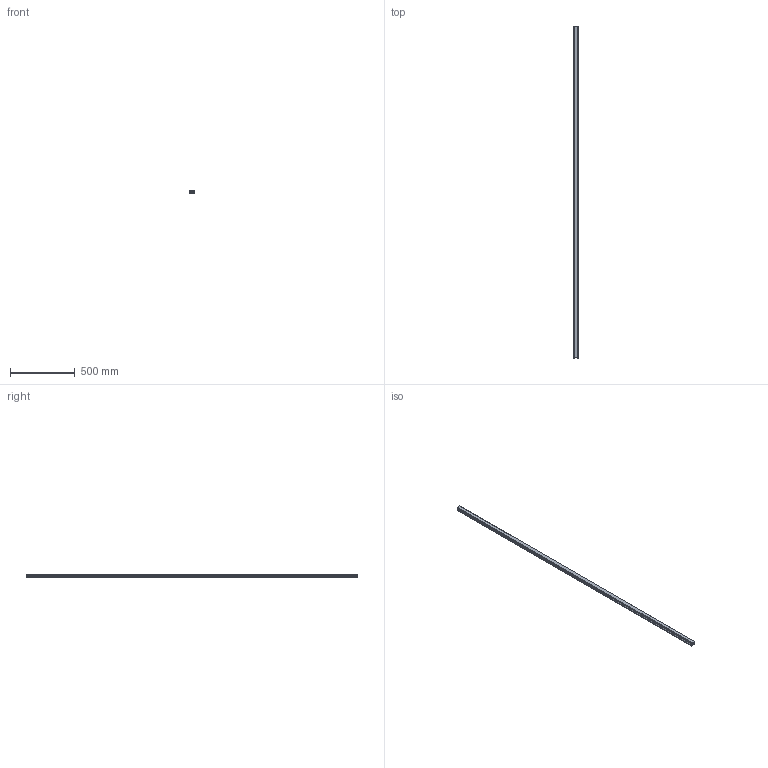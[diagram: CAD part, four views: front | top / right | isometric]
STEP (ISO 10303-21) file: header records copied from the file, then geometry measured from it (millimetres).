
FILE_DESCRIPTION(('STEP AP214'),'1');
FILE_NAME('cctmp_6C71AD26-8488-4973-A460-E2691888127C_2021_01_28_11_34_22_0546..stp','2021-01-28T10:34:22',('HIWIN GmbH'),('CADClick - www.CADClick.com'),'Spatial InterOp 3D',' ','unknown authorization');
FILE_SCHEMA(('AUTOMOTIVE_DESIGN'));
Length unit declared in the file: millimetre
Products named in the file (1): HGR35T2570C_FILE
Bounding box: 34 x 2570 x 29 mm (x, y, z)
Volume: 2167799.2 mm3; surface area: 348310.8 mm2
Topology: 1 solids, 1 shells, 243 faces, 647 edges, 378 vertices
Faces by surface type: plane 93, cylinder 86, cone 64
Entity records: 9001 total; most frequent: DIRECTION 1243, CARTESIAN_POINT 1205, ORIENTED_EDGE 1166, EDGE_CURVE 583, AXIS2_PLACEMENT_3D 416, LINE 411, VECTOR 411, VERTEX_POINT 378
